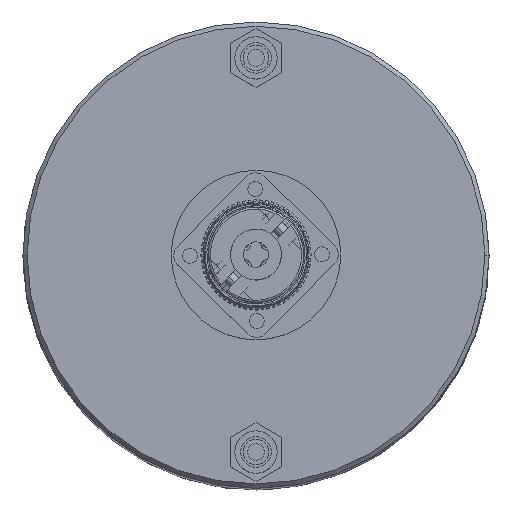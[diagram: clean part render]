
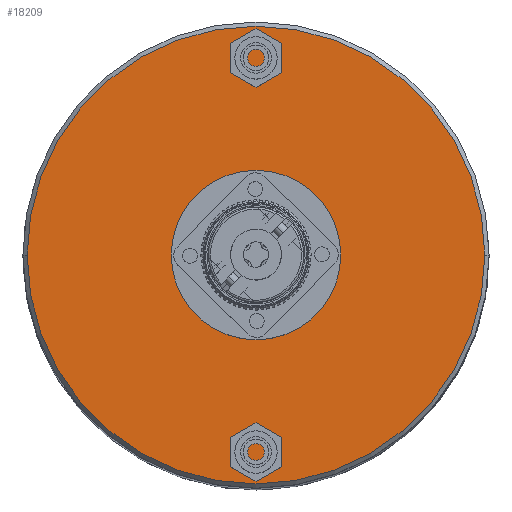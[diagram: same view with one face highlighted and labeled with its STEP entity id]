
A CAD part, top view. The second image highlights one B-rep face of the part: STEP entity #18209.
In plain terms, the highlighted face is planar.
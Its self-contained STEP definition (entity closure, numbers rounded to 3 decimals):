
#1068 = AXIS2_PLACEMENT_3D ( 'NONE', #14684, #15373, #39383 ) ;
#2131 = VERTEX_POINT ( 'NONE', #66455 ) ;
#2623 = DIRECTION ( 'NONE',  ( 0., 0., -1. ) ) ;
#4248 = DIRECTION ( 'NONE',  ( -1., 0., 0. ) ) ;
#4384 = VERTEX_POINT ( 'NONE', #73752 ) ;
#4935 = DIRECTION ( 'NONE',  ( 0., 0., 1. ) ) ;
#6164 = PLANE ( 'NONE',  #26407 ) ;
#9379 = AXIS2_PLACEMENT_3D ( 'NONE', #43318, #59317, #11738 ) ;
#11322 = CARTESIAN_POINT ( 'NONE',  ( 2., 0., 20. ) ) ;
#11738 = DIRECTION ( 'NONE',  ( 0., 0., 1. ) ) ;
#12289 = EDGE_LOOP ( 'NONE', ( #34619, #101419 ) ) ;
#14684 = CARTESIAN_POINT ( 'NONE',  ( 2., 0., 0. ) ) ;
#15373 = DIRECTION ( 'NONE',  ( 1., 0., 0. ) ) ;
#18209 = ADVANCED_FACE ( 'NONE', ( #69467, #96706 ), #6164, .F. ) ;
#24609 = CIRCLE ( 'NONE', #1068, 54. ) ;
#26407 = AXIS2_PLACEMENT_3D ( 'NONE', #29746, #85374, #77345 ) ;
#26841 = CARTESIAN_POINT ( 'NONE',  ( 2., 0., 0. ) ) ;
#29746 = CARTESIAN_POINT ( 'NONE',  ( 2., 54., 0. ) ) ;
#34619 = ORIENTED_EDGE ( 'NONE', *, *, #52118, .F. ) ;
#36389 = EDGE_CURVE ( 'NONE', #2131, #99448, #24609, .T. ) ;
#39383 = DIRECTION ( 'NONE',  ( 0., 0., -1. ) ) ;
#40542 = EDGE_CURVE ( 'NONE', #4384, #66841, #62612, .T. ) ;
#43318 = CARTESIAN_POINT ( 'NONE',  ( 2., 0., 0. ) ) ;
#52118 = EDGE_CURVE ( 'NONE', #99448, #2131, #78756, .T. ) ;
#58868 = AXIS2_PLACEMENT_3D ( 'NONE', #26841, #74164, #2623 ) ;
#59317 = DIRECTION ( 'NONE',  ( -1., 0., 0. ) ) ;
#62612 = CIRCLE ( 'NONE', #81267, 20. ) ;
#64748 = ORIENTED_EDGE ( 'NONE', *, *, #100969, .F. ) ;
#66455 = CARTESIAN_POINT ( 'NONE',  ( 2., 0., 54. ) ) ;
#66841 = VERTEX_POINT ( 'NONE', #11322 ) ;
#69467 = FACE_OUTER_BOUND ( 'NONE', #12289, .T. ) ;
#73752 = CARTESIAN_POINT ( 'NONE',  ( 2., 0., -20. ) ) ;
#74164 = DIRECTION ( 'NONE',  ( 1., 0., 0. ) ) ;
#77345 = DIRECTION ( 'NONE',  ( 0., 0., -1. ) ) ;
#78756 = CIRCLE ( 'NONE', #58868, 54. ) ;
#79718 = CIRCLE ( 'NONE', #9379, 20. ) ;
#81267 = AXIS2_PLACEMENT_3D ( 'NONE', #92433, #4248, #4935 ) ;
#85374 = DIRECTION ( 'NONE',  ( 1., 0., 0. ) ) ;
#92433 = CARTESIAN_POINT ( 'NONE',  ( 2., 0., 0. ) ) ;
#95203 = CARTESIAN_POINT ( 'NONE',  ( 2., 0., -54. ) ) ;
#96706 = FACE_BOUND ( 'NONE', #97551, .T. ) ;
#97551 = EDGE_LOOP ( 'NONE', ( #64748, #102808 ) ) ;
#99448 = VERTEX_POINT ( 'NONE', #95203 ) ;
#100969 = EDGE_CURVE ( 'NONE', #66841, #4384, #79718, .T. ) ;
#101419 = ORIENTED_EDGE ( 'NONE', *, *, #36389, .F. ) ;
#102808 = ORIENTED_EDGE ( 'NONE', *, *, #40542, .F. ) ;
